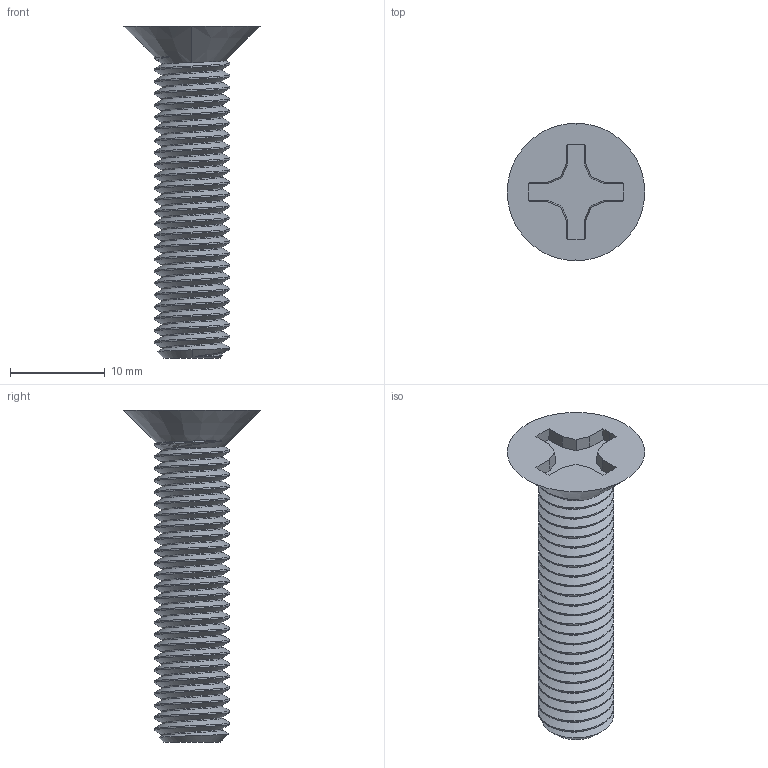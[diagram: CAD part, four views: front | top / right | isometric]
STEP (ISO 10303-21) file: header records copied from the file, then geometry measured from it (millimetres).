
FILE_DESCRIPTION (( 'STEP AP203' ), '1' );
FILE_NAME ('92010A540_Passivated 18-8 Stainless Steel Phillips Flat Head Screw.STEP', '2022-03-23T20:44:23', ( 'Administrator' ), ( 'Managed by Terraform' ), 'SwSTEP 2.0', 'SolidWorks 2017', '' );
FILE_SCHEMA (( 'CONFIG_CONTROL_DESIGN' ));
Length unit declared in the file: millimetre
Products named in the file (1): 92010A540_Passivated 18-8 Stainless Steel Phillips Flat Head Screw
Bounding box: 14.5 x 14.5 x 35 mm (x, y, z)
Volume: 1570.9 mm3; surface area: 1648.4 mm2
Topology: 1 solids, 1 shells, 84 faces, 243 edges, 162 vertices
Faces by surface type: cylinder 57, plane 20, cone 4, bspline 3
Entity records: 6917 total; most frequent: CARTESIAN_POINT 4968, ORIENTED_EDGE 486, DIRECTION 306, EDGE_CURVE 243, VERTEX_POINT 162, AXIS2_PLACEMENT_3D 103, LINE 100, VECTOR 100
